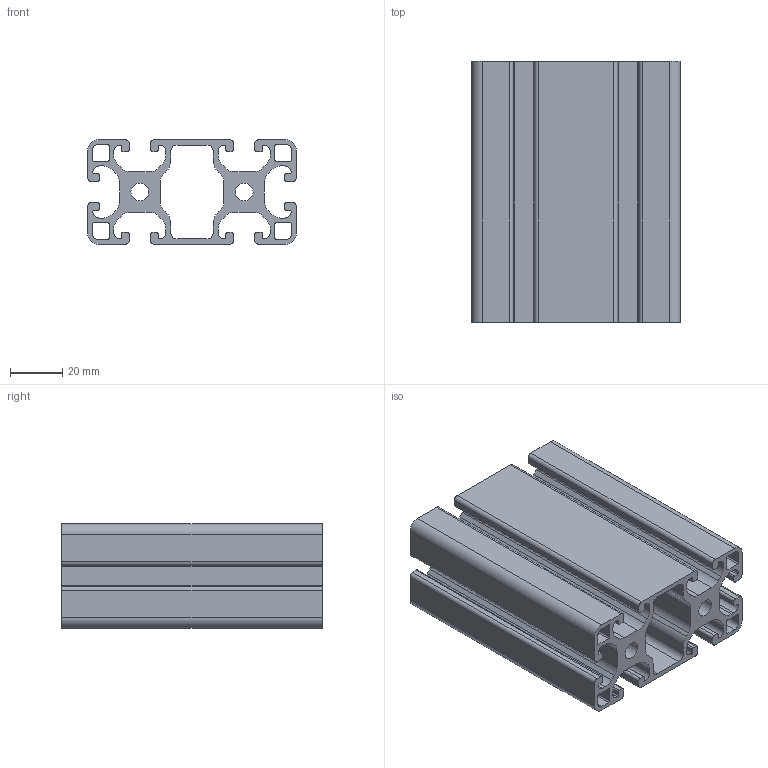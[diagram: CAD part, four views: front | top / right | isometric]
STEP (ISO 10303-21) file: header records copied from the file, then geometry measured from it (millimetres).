
FILE_DESCRIPTION(/* description */ ('Profil 40x80 lehký '),/* implementation_level */ '2;1');
FILE_NAME(/* name */ '174080L.stp',/* time_stamp */ '2024-10-09T13:59:50+02:00',/* author */ (''),/* organization */ ('Alutec K&K'),/* preprocessor_version */ 'ST-DEVELOPER v20',/* originating_system */ 'Autodesk Inventor 2024',/* authorisation */ '');
FILE_SCHEMA (('AUTOMOTIVE_DESIGN { 1 0 10303 214 3 1 1 }'));
Length unit declared in the file: millimetre
Products named in the file (1): 174080L
Bounding box: 80 x 100 x 40 mm (x, y, z)
Volume: 114472.8 mm3; surface area: 78476.1 mm2
Topology: 1 solids, 1 shells, 238 faces, 708 edges, 472 vertices
Faces by surface type: plane 120, cylinder 118
Full cylindrical faces by diameter (mm): 6.8 x2
Entity records: 8128 total; most frequent: DIRECTION 1422, CARTESIAN_POINT 1419, ORIENTED_EDGE 1416, EDGE_CURVE 708, AXIS2_PLACEMENT_3D 475, LINE 472, VECTOR 472, VERTEX_POINT 472
